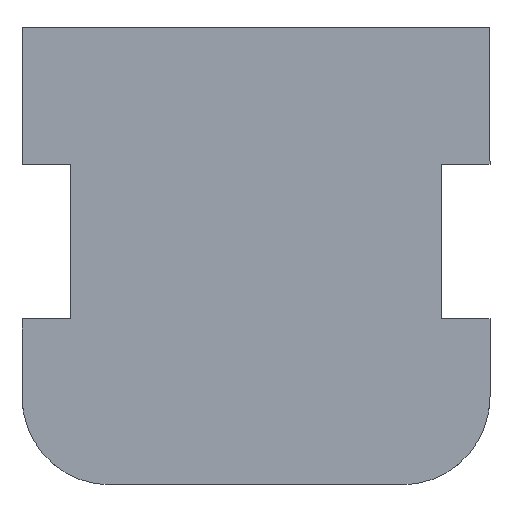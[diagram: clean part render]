
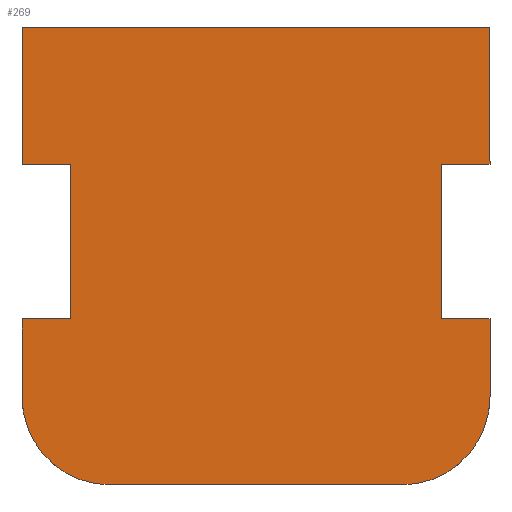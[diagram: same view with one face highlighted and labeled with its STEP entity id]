
A CAD part, top view. The second image highlights one B-rep face of the part: STEP entity #269.
In plain terms, the highlighted planar face has unit normal (0, 0, 1).
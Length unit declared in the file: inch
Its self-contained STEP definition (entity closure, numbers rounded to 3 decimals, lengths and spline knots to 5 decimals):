
#2 = VECTOR ( 'NONE', #54, 39.37008 ) ;
#4 = LINE ( 'NONE', #19, #74 ) ;
#10 = VERTEX_POINT ( 'NONE', #316 ) ;
#12 = ORIENTED_EDGE ( 'NONE', *, *, #425, .F. ) ;
#19 = CARTESIAN_POINT ( 'NONE',  ( -17.1135, -0.51, 0.075 ) ) ;
#25 = LINE ( 'NONE', #136, #518 ) ;
#26 = EDGE_CURVE ( 'NONE', #182, #47, #80, .T. ) ;
#31 = FACE_OUTER_BOUND ( 'NONE', #304, .T. ) ;
#36 = DIRECTION ( 'NONE',  ( 1., 0., 0. ) ) ;
#47 = VERTEX_POINT ( 'NONE', #194 ) ;
#48 = CARTESIAN_POINT ( 'NONE',  ( -17.1825, -0.8, 0.075 ) ) ;
#51 = CARTESIAN_POINT ( 'NONE',  ( -17.0185, -0.24, 0.075 ) ) ;
#54 = DIRECTION ( 'NONE',  ( -1., 0., 0. ) ) ;
#58 = VECTOR ( 'NONE', #440, 39.37008 ) ;
#61 = VERTEX_POINT ( 'NONE', #121 ) ;
#64 = ORIENTED_EDGE ( 'NONE', *, *, #190, .F. ) ;
#68 = CARTESIAN_POINT ( 'NONE',  ( -17.0285, -0.646, 0.075 ) ) ;
#74 = VECTOR ( 'NONE', #371, 39.37008 ) ;
#79 = LINE ( 'NONE', #48, #58 ) ;
#80 = LINE ( 'NONE', #154, #319 ) ;
#82 = CARTESIAN_POINT ( 'NONE',  ( -17.0285, -0.24, 0.075 ) ) ;
#91 = VECTOR ( 'NONE', #205, 39.37008 ) ;
#92 = VERTEX_POINT ( 'NONE', #124 ) ;
#94 = DIRECTION ( 'NONE',  ( 1., 0., 0. ) ) ;
#121 = CARTESIAN_POINT ( 'NONE',  ( -17.8465, -0.646, 0.075 ) ) ;
#123 = CARTESIAN_POINT ( 'NONE',  ( -17.1135, -0.24, 0.075 ) ) ;
#124 = CARTESIAN_POINT ( 'NONE',  ( -17.0285, 0., 0.075 ) ) ;
#127 = AXIS2_PLACEMENT_3D ( 'NONE', #402, #244, #36 ) ;
#129 = ORIENTED_EDGE ( 'NONE', *, *, #138, .T. ) ;
#130 = DIRECTION ( 'NONE',  ( 0., -1., 0. ) ) ;
#136 = CARTESIAN_POINT ( 'NONE',  ( -17.8565, -0.24, 0.075 ) ) ;
#138 = EDGE_CURVE ( 'NONE', #61, #255, #158, .T. ) ;
#140 = ORIENTED_EDGE ( 'NONE', *, *, #387, .F. ) ;
#146 = EDGE_CURVE ( 'NONE', #61, #377, #252, .T. ) ;
#153 = CARTESIAN_POINT ( 'NONE',  ( -17.8565, -0.51, 0.075 ) ) ;
#154 = CARTESIAN_POINT ( 'NONE',  ( -17.8465, -0.646, 0.075 ) ) ;
#158 = CIRCLE ( 'NONE', #455, 0.154 ) ;
#161 = CARTESIAN_POINT ( 'NONE',  ( -17.7615, -0.51, 0.075 ) ) ;
#169 = CARTESIAN_POINT ( 'NONE',  ( -17.0285, 0., 0.075 ) ) ;
#172 = DIRECTION ( 'NONE',  ( 0., 1., 0. ) ) ;
#179 = VERTEX_POINT ( 'NONE', #326 ) ;
#180 = CARTESIAN_POINT ( 'NONE',  ( -17.7715, 0., 0.075 ) ) ;
#182 = VERTEX_POINT ( 'NONE', #418 ) ;
#189 = CARTESIAN_POINT ( 'NONE',  ( -17.6925, -0.8, 0.075 ) ) ;
#190 = EDGE_CURVE ( 'NONE', #10, #341, #496, .T. ) ;
#193 = DIRECTION ( 'NONE',  ( 1., 0., 0. ) ) ;
#194 = CARTESIAN_POINT ( 'NONE',  ( -17.8465, 0., 0.075 ) ) ;
#202 = EDGE_CURVE ( 'NONE', #467, #464, #488, .T. ) ;
#205 = DIRECTION ( 'NONE',  ( 0., -1., 0. ) ) ;
#215 = ORIENTED_EDGE ( 'NONE', *, *, #26, .F. ) ;
#224 = CARTESIAN_POINT ( 'NONE',  ( -17.8465, -0.51, 0.075 ) ) ;
#235 = DIRECTION ( 'NONE',  ( 0., 1., 0. ) ) ;
#244 = DIRECTION ( 'NONE',  ( 0., 0., 1. ) ) ;
#252 = LINE ( 'NONE', #366, #297 ) ;
#253 = VERTEX_POINT ( 'NONE', #333 ) ;
#255 = VERTEX_POINT ( 'NONE', #189 ) ;
#261 = VECTOR ( 'NONE', #235, 39.37008 ) ;
#269 = ADVANCED_FACE ( 'NONE', ( #31 ), #427, .T. ) ;
#270 = LINE ( 'NONE', #386, #261 ) ;
#273 = DIRECTION ( 'NONE',  ( 0., 0., 1. ) ) ;
#291 = EDGE_CURVE ( 'NONE', #47, #92, #351, .T. ) ;
#297 = VECTOR ( 'NONE', #172, 39.37008 ) ;
#299 = EDGE_CURVE ( 'NONE', #253, #182, #25, .T. ) ;
#301 = LINE ( 'NONE', #473, #381 ) ;
#304 = EDGE_LOOP ( 'NONE', ( #424, #507, #494, #324, #337, #215, #519, #343, #140, #367, #129, #12, #503, #64 ) ) ;
#306 = VECTOR ( 'NONE', #349, 39.37008 ) ;
#313 = EDGE_CURVE ( 'NONE', #179, #10, #301, .T. ) ;
#316 = CARTESIAN_POINT ( 'NONE',  ( -17.0285, -0.51, 0.075 ) ) ;
#319 = VECTOR ( 'NONE', #352, 39.37008 ) ;
#324 = ORIENTED_EDGE ( 'NONE', *, *, #475, .F. ) ;
#326 = CARTESIAN_POINT ( 'NONE',  ( -17.1135, -0.51, 0.075 ) ) ;
#333 = CARTESIAN_POINT ( 'NONE',  ( -17.7615, -0.24, 0.075 ) ) ;
#337 = ORIENTED_EDGE ( 'NONE', *, *, #291, .F. ) ;
#341 = VERTEX_POINT ( 'NONE', #68 ) ;
#343 = ORIENTED_EDGE ( 'NONE', *, *, #382, .F. ) ;
#349 = DIRECTION ( 'NONE',  ( 1., 0., 0. ) ) ;
#351 = LINE ( 'NONE', #180, #452 ) ;
#352 = DIRECTION ( 'NONE',  ( 0., 1., 0. ) ) ;
#353 = CIRCLE ( 'NONE', #127, 0.154 ) ;
#356 = DIRECTION ( 'NONE',  ( 1., 0., 0. ) ) ;
#366 = CARTESIAN_POINT ( 'NONE',  ( -17.8465, -0.646, 0.075 ) ) ;
#367 = ORIENTED_EDGE ( 'NONE', *, *, #146, .F. ) ;
#371 = DIRECTION ( 'NONE',  ( 0., -1., 0. ) ) ;
#377 = VERTEX_POINT ( 'NONE', #224 ) ;
#381 = VECTOR ( 'NONE', #435, 39.37008 ) ;
#382 = EDGE_CURVE ( 'NONE', #428, #253, #270, .T. ) ;
#386 = CARTESIAN_POINT ( 'NONE',  ( -17.7615, -0.51, 0.075 ) ) ;
#387 = EDGE_CURVE ( 'NONE', #377, #428, #400, .T. ) ;
#395 = DIRECTION ( 'NONE',  ( -1., 0., 0. ) ) ;
#400 = LINE ( 'NONE', #153, #306 ) ;
#402 = CARTESIAN_POINT ( 'NONE',  ( -17.1825, -0.646, 0.075 ) ) ;
#405 = CARTESIAN_POINT ( 'NONE',  ( -17.1825, -0.8, 0.075 ) ) ;
#418 = CARTESIAN_POINT ( 'NONE',  ( -17.8465, -0.24, 0.075 ) ) ;
#424 = ORIENTED_EDGE ( 'NONE', *, *, #313, .F. ) ;
#425 = EDGE_CURVE ( 'NONE', #448, #255, #79, .T. ) ;
#427 = PLANE ( 'NONE',  #504 ) ;
#428 = VERTEX_POINT ( 'NONE', #161 ) ;
#435 = DIRECTION ( 'NONE',  ( 1., 0., 0. ) ) ;
#440 = DIRECTION ( 'NONE',  ( -1., 0., 0. ) ) ;
#445 = DIRECTION ( 'NONE',  ( 0., 0., 1. ) ) ;
#448 = VERTEX_POINT ( 'NONE', #405 ) ;
#452 = VECTOR ( 'NONE', #356, 39.37008 ) ;
#455 = AXIS2_PLACEMENT_3D ( 'NONE', #499, #445, #94 ) ;
#461 = EDGE_CURVE ( 'NONE', #448, #341, #353, .T. ) ;
#464 = VERTEX_POINT ( 'NONE', #123 ) ;
#467 = VERTEX_POINT ( 'NONE', #82 ) ;
#470 = CARTESIAN_POINT ( 'NONE',  ( -17.1825, -0.646, 0.075 ) ) ;
#473 = CARTESIAN_POINT ( 'NONE',  ( -17.0185, -0.51, 0.075 ) ) ;
#475 = EDGE_CURVE ( 'NONE', #92, #467, #492, .T. ) ;
#488 = LINE ( 'NONE', #51, #2 ) ;
#490 = VECTOR ( 'NONE', #130, 39.37008 ) ;
#492 = LINE ( 'NONE', #521, #490 ) ;
#494 = ORIENTED_EDGE ( 'NONE', *, *, #202, .F. ) ;
#496 = LINE ( 'NONE', #169, #91 ) ;
#499 = CARTESIAN_POINT ( 'NONE',  ( -17.6925, -0.646, 0.075 ) ) ;
#503 = ORIENTED_EDGE ( 'NONE', *, *, #461, .T. ) ;
#504 = AXIS2_PLACEMENT_3D ( 'NONE', #470, #273, #193 ) ;
#507 = ORIENTED_EDGE ( 'NONE', *, *, #514, .F. ) ;
#514 = EDGE_CURVE ( 'NONE', #464, #179, #4, .T. ) ;
#518 = VECTOR ( 'NONE', #395, 39.37008 ) ;
#519 = ORIENTED_EDGE ( 'NONE', *, *, #299, .F. ) ;
#521 = CARTESIAN_POINT ( 'NONE',  ( -17.0285, 0., 0.075 ) ) ;
